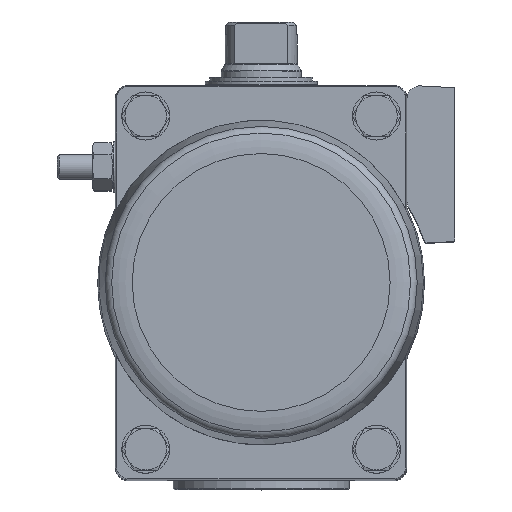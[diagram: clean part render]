
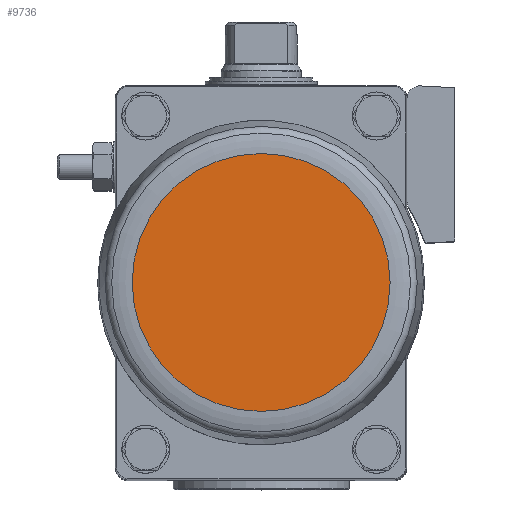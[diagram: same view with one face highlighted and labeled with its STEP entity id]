
A CAD part, top view. The second image highlights one B-rep face of the part: STEP entity #9736.
In plain terms, the highlighted planar face has unit normal (0, 0, 1).
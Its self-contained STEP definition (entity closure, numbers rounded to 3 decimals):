
#3350=ORIENTED_EDGE('',*,*,#5210,.T.);
#5210=EDGE_CURVE('',#6289,#6289,#6935,.T.);
#6289=VERTEX_POINT('',#16639);
#6935=CIRCLE('',#11043,40.25);
#7707=EDGE_LOOP('',(#3350));
#8646=FACE_BOUND('',#7707,.T.);
#9220=PLANE('',#11044);
#9736=ADVANCED_FACE('',(#8646),#9220,.F.);
#11043=AXIS2_PLACEMENT_3D('',#16638,#13318,#13319);
#11044=AXIS2_PLACEMENT_3D('',#16640,#13320,#13321);
#13318=DIRECTION('',(0.,0.,1.));
#13319=DIRECTION('',(1.,0.,0.));
#13320=DIRECTION('',(0.,0.,-1.));
#13321=DIRECTION('',(-1.,0.,0.));
#16638=CARTESIAN_POINT('',(0.,0.,126.15));
#16639=CARTESIAN_POINT('',(40.25,0.,126.15));
#16640=CARTESIAN_POINT('',(40.25,0.,126.15));
